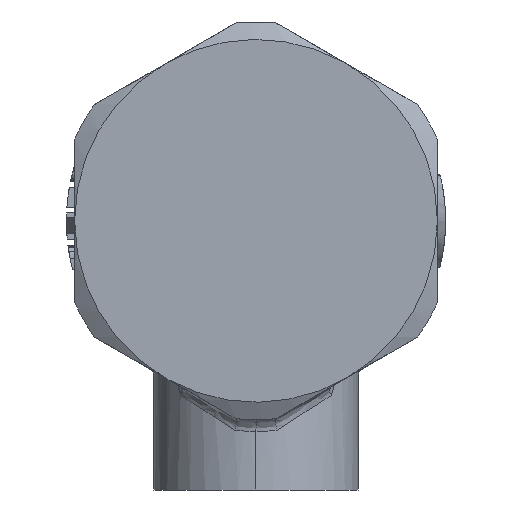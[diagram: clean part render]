
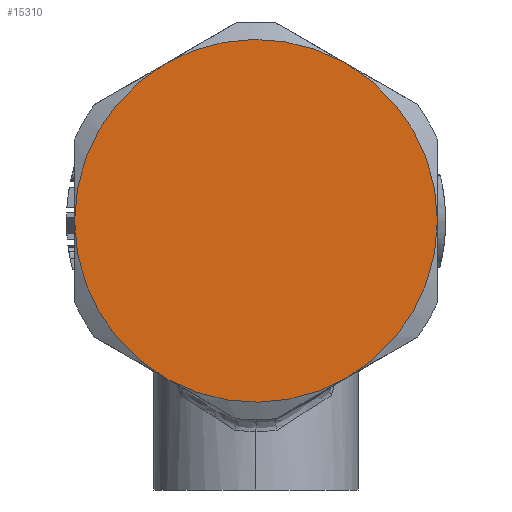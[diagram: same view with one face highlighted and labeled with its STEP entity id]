
A CAD part, left-side view. The second image highlights one B-rep face of the part: STEP entity #15310.
In plain terms, the highlighted planar face has unit normal (-1, 0, 0).
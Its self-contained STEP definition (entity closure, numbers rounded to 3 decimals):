
#14436=CARTESIAN_POINT('Vertex',(-23.,-7.431,13.603)) ;
#14439=CARTESIAN_POINT('Axis2P3D Location',(-23.,0.,0.)) ;
#14443=CARTESIAN_POINT('Vertex',(-23.,-7.75,13.423)) ;
#14493=CARTESIAN_POINT('Axis2P3D Location',(-23.,0.,0.)) ;
#14497=CARTESIAN_POINT('Vertex',(-23.,-15.5,0.)) ;
#14499=CARTESIAN_POINT('Vertex',(-23.,-7.75,-13.423)) ;
#14531=CARTESIAN_POINT('Axis2P3D Location',(-23.,0.,0.)) ;
#14651=CARTESIAN_POINT('Axis2P3D Location',(-23.,0.,0.)) ;
#14655=CARTESIAN_POINT('Vertex',(-23.,7.75,13.423)) ;
#15269=CARTESIAN_POINT('Axis2P3D Location',(-23.,0.,15.5)) ;
#15274=CARTESIAN_POINT('Axis2P3D Location',(-23.,0.,0.)) ;
#15278=CARTESIAN_POINT('Vertex',(-23.,15.5,0.)) ;
#15281=CARTESIAN_POINT('Axis2P3D Location',(-23.,0.,0.)) ;
#15285=CARTESIAN_POINT('Vertex',(-23.,7.75,-13.423)) ;
#15288=CARTESIAN_POINT('Axis2P3D Location',(-23.,0.,0.)) ;
#15292=CARTESIAN_POINT('Vertex',(-23.,7.431,-13.603)) ;
#15295=CARTESIAN_POINT('Axis2P3D Location',(-23.,0.,0.)) ;
#14440=DIRECTION('Axis2P3D Direction',(1.,0.,0.)) ;
#14494=DIRECTION('Axis2P3D Direction',(1.,0.,0.)) ;
#14532=DIRECTION('Axis2P3D Direction',(1.,0.,0.)) ;
#14652=DIRECTION('Axis2P3D Direction',(1.,0.,0.)) ;
#15270=DIRECTION('Axis2P3D Direction',(1.,0.,0.)) ;
#15271=DIRECTION('Axis2P3D XDirection',(0.,1.,0.)) ;
#15275=DIRECTION('Axis2P3D Direction',(1.,0.,0.)) ;
#15282=DIRECTION('Axis2P3D Direction',(1.,0.,0.)) ;
#15289=DIRECTION('Axis2P3D Direction',(1.,0.,0.)) ;
#15296=DIRECTION('Axis2P3D Direction',(1.,0.,0.)) ;
#14441=AXIS2_PLACEMENT_3D('Circle Axis2P3D',#14439,#14440,$) ;
#14495=AXIS2_PLACEMENT_3D('Circle Axis2P3D',#14493,#14494,$) ;
#14533=AXIS2_PLACEMENT_3D('Circle Axis2P3D',#14531,#14532,$) ;
#14653=AXIS2_PLACEMENT_3D('Circle Axis2P3D',#14651,#14652,$) ;
#15272=AXIS2_PLACEMENT_3D('Plane Axis2P3D',#15269,#15270,#15271) ;
#15276=AXIS2_PLACEMENT_3D('Circle Axis2P3D',#15274,#15275,$) ;
#15283=AXIS2_PLACEMENT_3D('Circle Axis2P3D',#15281,#15282,$) ;
#15290=AXIS2_PLACEMENT_3D('Circle Axis2P3D',#15288,#15289,$) ;
#15297=AXIS2_PLACEMENT_3D('Circle Axis2P3D',#15295,#15296,$) ;
#15301=ORIENTED_EDGE('',*,*,#14501,.F.) ;
#15302=ORIENTED_EDGE('',*,*,#14535,.F.) ;
#15303=ORIENTED_EDGE('',*,*,#14445,.F.) ;
#15304=ORIENTED_EDGE('',*,*,#14657,.F.) ;
#15305=ORIENTED_EDGE('',*,*,#15280,.F.) ;
#15306=ORIENTED_EDGE('',*,*,#15287,.F.) ;
#15307=ORIENTED_EDGE('',*,*,#15294,.F.) ;
#15308=ORIENTED_EDGE('',*,*,#15299,.F.) ;
#15310=ADVANCED_FACE('PartBody',(#15309),#15273,.F.) ;
#14442=CIRCLE('generated circle',#14441,15.5) ;
#14496=CIRCLE('generated circle',#14495,15.5) ;
#14534=CIRCLE('generated circle',#14533,15.5) ;
#14654=CIRCLE('generated circle',#14653,15.5) ;
#15277=CIRCLE('generated circle',#15276,15.5) ;
#15284=CIRCLE('generated circle',#15283,15.5) ;
#15291=CIRCLE('generated circle',#15290,15.5) ;
#15298=CIRCLE('generated circle',#15297,15.5) ;
#14445=EDGE_CURVE('',#14437,#14444,#14442,.T.) ;
#14501=EDGE_CURVE('',#14498,#14500,#14496,.T.) ;
#14535=EDGE_CURVE('',#14444,#14498,#14534,.T.) ;
#14657=EDGE_CURVE('',#14656,#14437,#14654,.T.) ;
#15280=EDGE_CURVE('',#15279,#14656,#15277,.T.) ;
#15287=EDGE_CURVE('',#15286,#15279,#15284,.T.) ;
#15294=EDGE_CURVE('',#15293,#15286,#15291,.T.) ;
#15299=EDGE_CURVE('',#14500,#15293,#15298,.T.) ;
#15300=EDGE_LOOP('',(#15301,#15302,#15303,#15304,#15305,#15306,#15307,#15308)) ;
#15309=FACE_OUTER_BOUND('',#15300,.T.) ;
#15273=PLANE('',#15272) ;
#14437=VERTEX_POINT('',#14436) ;
#14444=VERTEX_POINT('',#14443) ;
#14498=VERTEX_POINT('',#14497) ;
#14500=VERTEX_POINT('',#14499) ;
#14656=VERTEX_POINT('',#14655) ;
#15279=VERTEX_POINT('',#15278) ;
#15286=VERTEX_POINT('',#15285) ;
#15293=VERTEX_POINT('',#15292) ;
